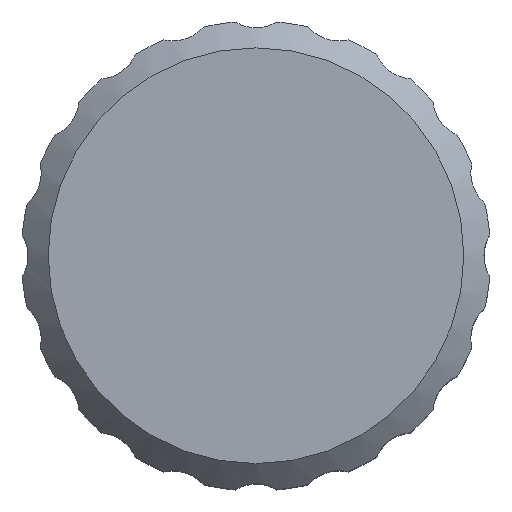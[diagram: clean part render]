
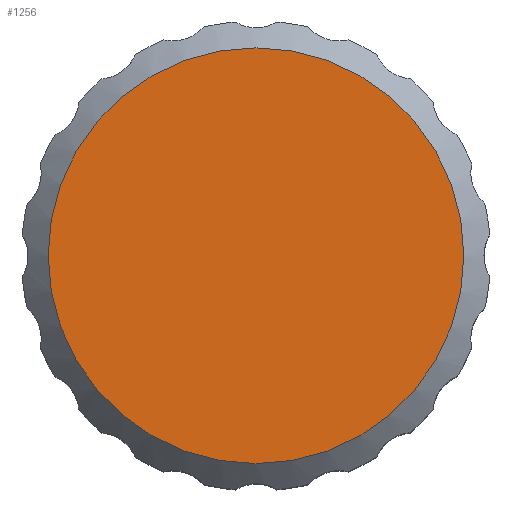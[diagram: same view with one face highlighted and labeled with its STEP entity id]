
A CAD part, top view. The second image highlights one B-rep face of the part: STEP entity #1256.
In plain terms, the highlighted planar face has unit normal (0, 0, 1).
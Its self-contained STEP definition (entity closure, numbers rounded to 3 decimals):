
#24=PLANE('',#1384);
#80=CIRCLE('',#1381,15.5);
#156=FACE_OUTER_BOUND('',#228,.T.);
#228=EDGE_LOOP('',(#1030));
#544=VERTEX_POINT('',#2411);
#710=EDGE_CURVE('',#544,#544,#80,.T.);
#1030=ORIENTED_EDGE('',*,*,#710,.F.);
#1256=ADVANCED_FACE('',(#156),#24,.T.);
#1381=AXIS2_PLACEMENT_3D('',#2412,#1645,#1646);
#1384=AXIS2_PLACEMENT_3D('',#2416,#1652,#1653);
#1645=DIRECTION('center_axis',(0.,0.,-1.));
#1646=DIRECTION('ref_axis',(-1.,0.,0.));
#1652=DIRECTION('center_axis',(0.,0.,1.));
#1653=DIRECTION('ref_axis',(-1.,0.,0.));
#2411=CARTESIAN_POINT('',(60.5,0.,2.));
#2412=CARTESIAN_POINT('Origin',(45.,0.,2.));
#2416=CARTESIAN_POINT('Origin',(45.,0.,2.));
